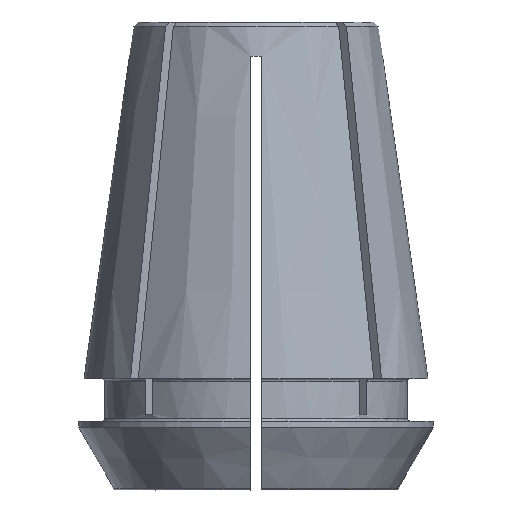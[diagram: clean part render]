
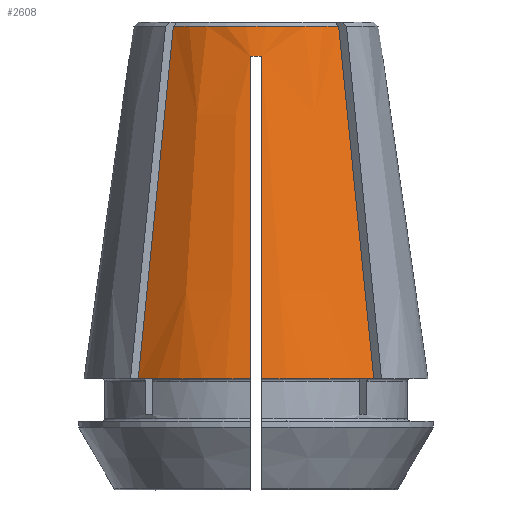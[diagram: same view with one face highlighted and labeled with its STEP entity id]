
A CAD part, left-side view. The second image highlights one B-rep face of the part: STEP entity #2608.
In plain terms, the highlighted conical face has half-angle 8 degrees and reference radius 8.86 mm.
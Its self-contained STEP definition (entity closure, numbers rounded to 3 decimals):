
#33=CONICAL_SURFACE('',#2891,8.86,0.14);
#627=CIRCLE('',#2873,9.211);
#638=CIRCLE('',#2892,8.902);
#639=CIRCLE('',#2893,12.5);
#640=CIRCLE('',#2894,12.5);
#1216=ORIENTED_EDGE('',*,*,#1835,.F.);
#1217=ORIENTED_EDGE('',*,*,#1751,.T.);
#1218=ORIENTED_EDGE('',*,*,#1836,.T.);
#1219=ORIENTED_EDGE('',*,*,#1807,.F.);
#1220=ORIENTED_EDGE('',*,*,#1805,.F.);
#1221=ORIENTED_EDGE('',*,*,#1815,.T.);
#1222=ORIENTED_EDGE('',*,*,#1837,.T.);
#1223=ORIENTED_EDGE('',*,*,#1801,.F.);
#1751=EDGE_CURVE('',#2097,#2096,#2192,.T.);
#1801=EDGE_CURVE('',#2125,#2126,#2202,.T.);
#1805=EDGE_CURVE('',#2128,#2129,#627,.T.);
#1807=EDGE_CURVE('',#2129,#2130,#2204,.T.);
#1815=EDGE_CURVE('',#2128,#2132,#2209,.T.);
#1835=EDGE_CURVE('',#2097,#2125,#638,.T.);
#1836=EDGE_CURVE('',#2096,#2130,#639,.T.);
#1837=EDGE_CURVE('',#2132,#2126,#640,.T.);
#2096=VERTEX_POINT('',#4407);
#2097=VERTEX_POINT('',#4415);
#2125=VERTEX_POINT('',#4557);
#2126=VERTEX_POINT('',#4565);
#2128=VERTEX_POINT('',#4574);
#2129=VERTEX_POINT('',#4576);
#2130=VERTEX_POINT('',#4589);
#2132=VERTEX_POINT('',#4611);
#2192=B_SPLINE_CURVE_WITH_KNOTS('',3,(#4408,#4409,#4410,#4411,#4412,#4413,
#4414),.UNSPECIFIED.,.F.,.F.,(4,3,4),(0.,0.016,
0.026),.UNSPECIFIED.);
#2202=B_SPLINE_CURVE_WITH_KNOTS('',3,(#4558,#4559,#4560,#4561,#4562,#4563,
#4564),.UNSPECIFIED.,.F.,.F.,(4,3,4),(0.,0.016,
0.026),.UNSPECIFIED.);
#2204=B_SPLINE_CURVE_WITH_KNOTS('',3,(#4579,#4580,#4581,#4582,#4583,#4584,
#4585,#4586,#4587,#4588),.UNSPECIFIED.,.F.,.F.,(4,3,3,4),(0.014,
0.017,0.034,0.038),.UNSPECIFIED.);
#2209=B_SPLINE_CURVE_WITH_KNOTS('',3,(#4612,#4613,#4614,#4615,#4616,#4617,
#4618,#4619,#4620,#4621),.UNSPECIFIED.,.F.,.F.,(4,3,3,4),(0.014,
0.017,0.034,0.038),.UNSPECIFIED.);
#2316=EDGE_LOOP('',(#1216,#1217,#1218,#1219,#1220,#1221,#1222,#1223));
#2452=FACE_BOUND('',#2316,.T.);
#2608=ADVANCED_FACE('',(#2452),#33,.T.);
#2873=AXIS2_PLACEMENT_3D('',#4575,#3529,#3530);
#2891=AXIS2_PLACEMENT_3D('',#4684,#3573,#3574);
#2892=AXIS2_PLACEMENT_3D('',#4685,#3575,#3576);
#2893=AXIS2_PLACEMENT_3D('',#4686,#3577,#3578);
#2894=AXIS2_PLACEMENT_3D('',#4687,#3579,#3580);
#3529=DIRECTION('',(0.,0.,-1.));
#3530=DIRECTION('',(-1.,0.,0.));
#3573=DIRECTION('',(0.,0.,-1.));
#3574=DIRECTION('',(-1.,0.,0.));
#3575=DIRECTION('',(0.,0.,1.));
#3576=DIRECTION('',(1.,0.,0.));
#3577=DIRECTION('',(0.,0.,1.));
#3578=DIRECTION('',(1.,0.,0.));
#3579=DIRECTION('',(0.,0.,1.));
#3580=DIRECTION('',(1.,0.,0.));
#4407=CARTESIAN_POINT('',(-9.117,8.551,3.1));
#4408=CARTESIAN_POINT('',(-6.571,6.005,28.703));
#4409=CARTESIAN_POINT('',(-7.084,6.518,23.544));
#4410=CARTESIAN_POINT('',(-7.597,7.031,18.386));
#4411=CARTESIAN_POINT('',(-8.11,7.544,13.227));
#4412=CARTESIAN_POINT('',(-8.446,7.88,9.851));
#4413=CARTESIAN_POINT('',(-8.782,8.216,6.476));
#4414=CARTESIAN_POINT('',(-9.117,8.551,3.1));
#4415=CARTESIAN_POINT('',(-6.571,6.005,28.703));
#4557=CARTESIAN_POINT('',(-6.571,-6.005,28.703));
#4558=CARTESIAN_POINT('',(-6.571,-6.005,28.703));
#4559=CARTESIAN_POINT('',(-7.084,-6.518,23.544));
#4560=CARTESIAN_POINT('',(-7.597,-7.031,18.386));
#4561=CARTESIAN_POINT('',(-8.11,-7.544,13.227));
#4562=CARTESIAN_POINT('',(-8.446,-7.88,9.851));
#4563=CARTESIAN_POINT('',(-8.782,-8.216,6.476));
#4564=CARTESIAN_POINT('',(-9.117,-8.551,3.1));
#4565=CARTESIAN_POINT('',(-9.117,-8.551,3.1));
#4574=CARTESIAN_POINT('',(-9.203,-0.4,26.5));
#4575=CARTESIAN_POINT('',(0.,0.,26.5));
#4576=CARTESIAN_POINT('',(-9.203,0.4,26.5));
#4579=CARTESIAN_POINT('',(-9.203,0.4,26.5));
#4580=CARTESIAN_POINT('',(-9.338,0.4,25.536));
#4581=CARTESIAN_POINT('',(-9.474,0.4,24.572));
#4582=CARTESIAN_POINT('',(-9.609,0.4,23.608));
#4583=CARTESIAN_POINT('',(-10.393,0.4,18.034));
#4584=CARTESIAN_POINT('',(-11.177,0.4,12.461));
#4585=CARTESIAN_POINT('',(-11.961,0.4,6.887));
#4586=CARTESIAN_POINT('',(-12.139,0.4,5.625));
#4587=CARTESIAN_POINT('',(-12.316,0.4,4.362));
#4588=CARTESIAN_POINT('',(-12.494,0.4,3.1));
#4589=CARTESIAN_POINT('',(-12.494,0.4,3.1));
#4611=CARTESIAN_POINT('',(-12.494,-0.4,3.1));
#4612=CARTESIAN_POINT('',(-9.203,-0.4,26.5));
#4613=CARTESIAN_POINT('',(-9.338,-0.4,25.536));
#4614=CARTESIAN_POINT('',(-9.474,-0.4,24.572));
#4615=CARTESIAN_POINT('',(-9.609,-0.4,23.608));
#4616=CARTESIAN_POINT('',(-10.393,-0.4,18.034));
#4617=CARTESIAN_POINT('',(-11.177,-0.4,12.461));
#4618=CARTESIAN_POINT('',(-11.961,-0.4,6.887));
#4619=CARTESIAN_POINT('',(-12.139,-0.4,5.625));
#4620=CARTESIAN_POINT('',(-12.316,-0.4,4.362));
#4621=CARTESIAN_POINT('',(-12.494,-0.4,3.1));
#4684=CARTESIAN_POINT('',(0.,0.,29.));
#4685=CARTESIAN_POINT('',(0.,0.,28.703));
#4686=CARTESIAN_POINT('',(0.,0.,3.1));
#4687=CARTESIAN_POINT('',(0.,0.,3.1));
